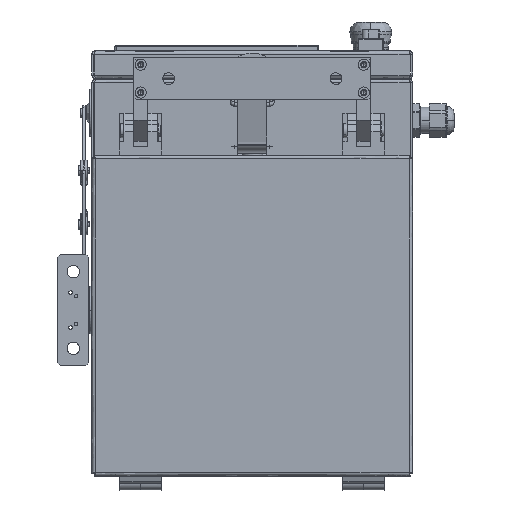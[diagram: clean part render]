
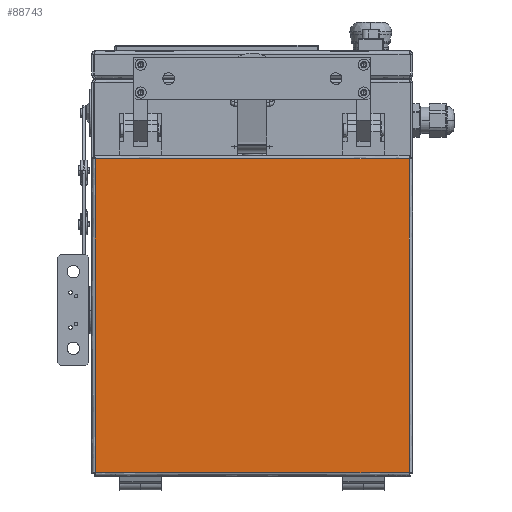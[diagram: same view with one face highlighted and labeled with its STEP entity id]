
A CAD part, left-side view. The second image highlights one B-rep face of the part: STEP entity #88743.
In plain terms, the highlighted free-form (B-spline) face has degree [1, 1] with [2, 2] control points.
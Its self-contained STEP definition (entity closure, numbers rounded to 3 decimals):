
#88743 = ADVANCED_FACE('',(#88744),#88774,.F.);
#88744 = FACE_BOUND('',#88745,.T.);
#88745 = EDGE_LOOP('',(#88746,#88755,#88762,#88769));
#88746 = ORIENTED_EDGE('',*,*,#88747,.T.);
#88747 = EDGE_CURVE('',#88748,#88750,#88752,.T.);
#88748 = VERTEX_POINT('',#88749);
#88749 = CARTESIAN_POINT('',(-180.938,-131.326,
    -353.12));
#88750 = VERTEX_POINT('',#88751);
#88751 = CARTESIAN_POINT('',(-180.938,-131.326,
    -90.469));
#88752 = B_SPLINE_CURVE_WITH_KNOTS('',1,(#88753,#88754),.UNSPECIFIED.,
  .F.,.F.,(2,2),(0.646,225.646),
  .PIECEWISE_BEZIER_KNOTS.);
#88753 = CARTESIAN_POINT('',(-180.938,-131.326,
    -353.12));
#88754 = CARTESIAN_POINT('',(-180.938,-131.326,
    -90.469));
#88755 = ORIENTED_EDGE('',*,*,#88756,.T.);
#88756 = EDGE_CURVE('',#88750,#88757,#88759,.T.);
#88757 = VERTEX_POINT('',#88758);
#88758 = CARTESIAN_POINT('',(-180.938,131.326,
    -90.469));
#88759 = B_SPLINE_CURVE_WITH_KNOTS('',1,(#88760,#88761),.UNSPECIFIED.,
  .F.,.F.,(2,2),(0.646,225.646),
  .PIECEWISE_BEZIER_KNOTS.);
#88760 = CARTESIAN_POINT('',(-180.938,-131.326,
    -90.469));
#88761 = CARTESIAN_POINT('',(-180.938,131.326,
    -90.469));
#88762 = ORIENTED_EDGE('',*,*,#88763,.T.);
#88763 = EDGE_CURVE('',#88757,#88764,#88766,.T.);
#88764 = VERTEX_POINT('',#88765);
#88765 = CARTESIAN_POINT('',(-180.938,131.326,
    -353.12));
#88766 = B_SPLINE_CURVE_WITH_KNOTS('',1,(#88767,#88768),.UNSPECIFIED.,
  .F.,.F.,(2,2),(0.646,225.646),
  .PIECEWISE_BEZIER_KNOTS.);
#88767 = CARTESIAN_POINT('',(-180.938,131.326,
    -90.469));
#88768 = CARTESIAN_POINT('',(-180.938,131.326,
    -353.12));
#88769 = ORIENTED_EDGE('',*,*,#88770,.T.);
#88770 = EDGE_CURVE('',#88764,#88748,#88771,.T.);
#88771 = B_SPLINE_CURVE_WITH_KNOTS('',1,(#88772,#88773),.UNSPECIFIED.,
  .F.,.F.,(2,2),(0.646,225.646),
  .PIECEWISE_BEZIER_KNOTS.);
#88772 = CARTESIAN_POINT('',(-180.938,131.326,
    -353.12));
#88773 = CARTESIAN_POINT('',(-180.938,-131.326,
    -353.12));
#88774 = B_SPLINE_SURFACE_WITH_KNOTS('',1,1,(
    (#88775,#88776)
    ,(#88777,#88778
    )),.UNSPECIFIED.,.F.,.F.,.F.,(2,2),(2,2),(-112.5,112.5),(-112.5,
    112.5),.PIECEWISE_BEZIER_KNOTS.);
#88775 = CARTESIAN_POINT('',(-180.938,-131.326,
    -90.469));
#88776 = CARTESIAN_POINT('',(-180.938,131.326,
    -90.469));
#88777 = CARTESIAN_POINT('',(-180.938,-131.326,
    -353.12));
#88778 = CARTESIAN_POINT('',(-180.938,131.326,
    -353.12));
